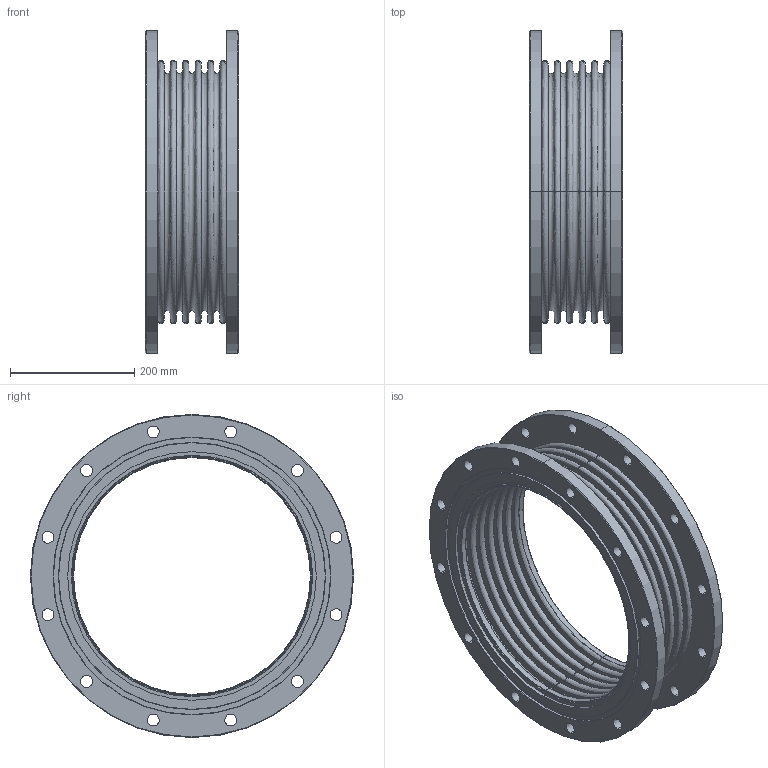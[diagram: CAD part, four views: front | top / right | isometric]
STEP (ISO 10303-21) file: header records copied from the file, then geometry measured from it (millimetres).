
FILE_DESCRIPTION( (''), '2;1');
FILE_NAME ('CAD716.5368.IF400_202.stp','2016-11-16T14:52:37',(''),(''),'spGate 12.6.6','','');
FILE_SCHEMA (('AUTOMOTIVE_DESIGN'));
Length unit declared in the file: millimetre
Products named in the file (4): Assembly; IF400-1; IF400-2; IF400-3
Assembly tree (3 placements, depth 2):
  Assembly
    IF400-1
    IF400-2
    IF400-3
Bounding box: 150 x 520 x 520 mm (x, y, z)
Volume: 3762964.6 mm3; surface area: 1385880.5 mm2
Topology: 3 solids, 3 shells, 184 faces, 416 edges, 268 vertices
Faces by surface type: bspline 76, cylinder 72, plane 36
Entity records: 10148 total; most frequent: CARTESIAN_POINT 2740, ORIENTED_EDGE 832, DIRECTION 768, COLOUR_RGB 603, PRESENTATION_STYLE_ASSIGNMENT 603, STYLED_ITEM 603, EDGE_CURVE 416, DRAUGHTING_PRE_DEFINED_CURVE_FONT 416
